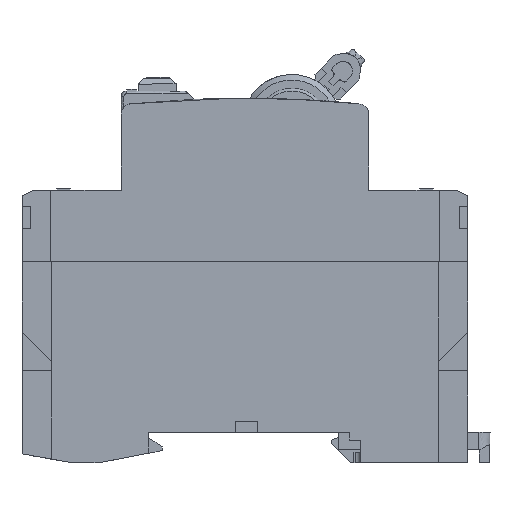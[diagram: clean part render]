
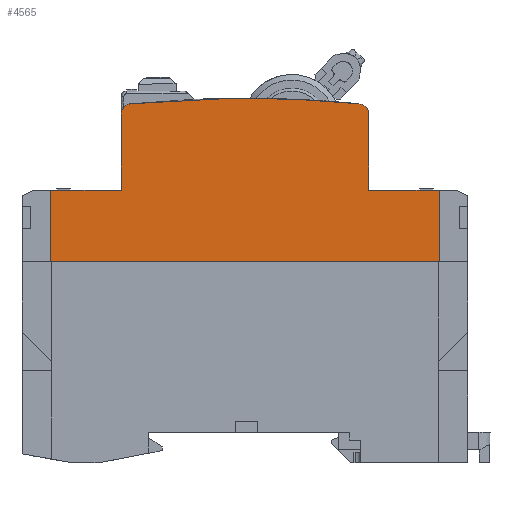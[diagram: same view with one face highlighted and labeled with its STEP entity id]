
A CAD part, left-side view. The second image highlights one B-rep face of the part: STEP entity #4565.
In plain terms, the highlighted free-form (B-spline) face has degree [1, 1] with [2, 2] control points.
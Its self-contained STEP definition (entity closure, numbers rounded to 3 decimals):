
#67 = CARTESIAN_POINT ( 'NONE',  ( -11.53, 42.525, 56.868 ) ) ;
#797 = CARTESIAN_POINT ( 'NONE',  ( -11.527, 85.529, 57.879 ) ) ;
#1681 = CARTESIAN_POINT ( 'NONE',  ( -11.526, 100.086, 42.177 ) ) ;
#1785 = B_SPLINE_CURVE_WITH_KNOTS ( 'NONE', 3,
 ( #12709, #34204, #8433, #47698 ),
 .UNSPECIFIED., .F., .F.,
 ( 4, 4 ),
 ( 0., 0.193 ),
 .UNSPECIFIED. ) ;
#2252 = CARTESIAN_POINT ( 'NONE',  ( -11.527, 87.336, 42.177 ) ) ;
#2475 = CARTESIAN_POINT ( 'NONE',  ( -11.527, 85.529, 57.879 ) ) ;
#3395 = CARTESIAN_POINT ( 'NONE',  ( -11.526, 100.086, 29.177 ) ) ;
#3568 = B_SPLINE_CURVE_WITH_KNOTS ( 'NONE', 1,
 ( #11500, #55661 ),
 .UNSPECIFIED., .F., .F.,
 ( 2, 2 ),
 ( 0., 1. ),
 .UNSPECIFIED. ) ;
#3938 = CARTESIAN_POINT ( 'NONE',  ( -11.527, 86.018, 57.833 ) ) ;
#4181 = EDGE_CURVE ( 'NONE', #15440, #35582, #11133, .T. ) ;
#4459 = CARTESIAN_POINT ( 'NONE',  ( -11.531, 29.586, 29.177 ) ) ;
#4512 = CARTESIAN_POINT ( 'NONE',  ( -11.527, 87.147, 56.868 ) ) ;
#4565 = ADVANCED_FACE ( 'NONE', ( #54073 ), #38328, .T. ) ;
#5661 = B_SPLINE_CURVE_WITH_KNOTS ( 'NONE', 1,
 ( #50920, #2252 ),
 .UNSPECIFIED., .F., .F.,
 ( 2, 2 ),
 ( 0., 1. ),
 .UNSPECIFIED. ) ;
#5706 = EDGE_LOOP ( 'NONE', ( #35953, #16796, #29234, #32489, #25440, #54578, #41244, #45018, #52544, #28174, #28682, #33987 ) ) ;
#5944 = B_SPLINE_CURVE_WITH_KNOTS ( 'NONE', 1,
 ( #17677, #31416 ),
 .UNSPECIFIED., .F., .F.,
 ( 2, 2 ),
 ( 0., 1. ),
 .UNSPECIFIED. ) ;
#5980 = CARTESIAN_POINT ( 'NONE',  ( -11.531, 29.586, 29.177 ) ) ;
#8433 = CARTESIAN_POINT ( 'NONE',  ( -11.529, 57.896, 59.209 ) ) ;
#8522 = VERTEX_POINT ( 'NONE', #1681 ) ;
#9518 = CARTESIAN_POINT ( 'NONE',  ( -11.53, 42.336, 42.177 ) ) ;
#10078 = EDGE_CURVE ( 'NONE', #35940, #21722, #54293, .T. ) ;
#11133 = B_SPLINE_CURVE_WITH_KNOTS ( 'NONE', 1,
 ( #54981, #50961 ),
 .UNSPECIFIED., .F., .F.,
 ( 2, 2 ),
 ( 0.001, 0.999 ),
 .UNSPECIFIED. ) ;
#11258 = EDGE_CURVE ( 'NONE', #21722, #31605, #56212, .T. ) ;
#11500 = CARTESIAN_POINT ( 'NONE',  ( -11.531, 29.586, 42.177 ) ) ;
#11602 = B_SPLINE_CURVE_WITH_KNOTS ( 'NONE', 1,
 ( #12515, #3395 ),
 .UNSPECIFIED., .F., .F.,
 ( 2, 2 ),
 ( 0.999, 1. ),
 .UNSPECIFIED. ) ;
#12006 = B_SPLINE_CURVE_WITH_KNOTS ( 'NONE', 1,
 ( #15739, #41568 ),
 .UNSPECIFIED., .F., .F.,
 ( 2, 2 ),
 ( 0., 1. ),
 .UNSPECIFIED. ) ;
#12504 = CARTESIAN_POINT ( 'NONE',  ( -11.527, 87.338, 56.38 ) ) ;
#12515 = CARTESIAN_POINT ( 'NONE',  ( -11.526, 100.036, 29.177 ) ) ;
#12709 = CARTESIAN_POINT ( 'NONE',  ( -11.527, 85.529, 57.879 ) ) ;
#12878 = CARTESIAN_POINT ( 'NONE',  ( -11.53, 42.335, 56.38 ) ) ;
#12964 = B_SPLINE_CURVE_WITH_KNOTS ( 'NONE', 1,
 ( #4459, #17016 ),
 .UNSPECIFIED., .F., .F.,
 ( 2, 2 ),
 ( 0., 0.001 ),
 .UNSPECIFIED. ) ;
#14377 = CARTESIAN_POINT ( 'NONE',  ( -11.531, 29.586, 42.177 ) ) ;
#15440 = VERTEX_POINT ( 'NONE', #19714 ) ;
#15739 = CARTESIAN_POINT ( 'NONE',  ( -11.527, 87.336, 42.177 ) ) ;
#16422 = EDGE_CURVE ( 'NONE', #55009, #32339, #3568, .T. ) ;
#16796 = ORIENTED_EDGE ( 'NONE', *, *, #30437, .T. ) ;
#17016 = CARTESIAN_POINT ( 'NONE',  ( -11.531, 29.636, 29.177 ) ) ;
#17677 = CARTESIAN_POINT ( 'NONE',  ( -11.526, 100.086, 29.177 ) ) ;
#17691 = VERTEX_POINT ( 'NONE', #30385 ) ;
#18187 = CARTESIAN_POINT ( 'NONE',  ( -11.531, 29.586, 42.177 ) ) ;
#18846 = EDGE_CURVE ( 'NONE', #50127, #35263, #12006, .T. ) ;
#19349 = CARTESIAN_POINT ( 'NONE',  ( -11.526, 101.496, 28.583 ) ) ;
#19714 = CARTESIAN_POINT ( 'NONE',  ( -11.531, 29.636, 29.177 ) ) ;
#20119 = CARTESIAN_POINT ( 'NONE',  ( -11.527, 87.336, 42.177 ) ) ;
#21722 = VERTEX_POINT ( 'NONE', #55568 ) ;
#22216 = CARTESIAN_POINT ( 'NONE',  ( -11.53, 42.336, 42.177 ) ) ;
#23365 = CARTESIAN_POINT ( 'NONE',  ( -11.526, 100.036, 29.177 ) ) ;
#24525 = EDGE_CURVE ( 'NONE', #32847, #35940, #1785, .T. ) ;
#25440 = ORIENTED_EDGE ( 'NONE', *, *, #4181, .T. ) ;
#25491 = CARTESIAN_POINT ( 'NONE',  ( -11.53, 42.336, 55.888 ) ) ;
#26664 = CARTESIAN_POINT ( 'NONE',  ( -11.527, 87.336, 55.888 ) ) ;
#28174 = ORIENTED_EDGE ( 'NONE', *, *, #56086, .T. ) ;
#28682 = ORIENTED_EDGE ( 'NONE', *, *, #24525, .T. ) ;
#29234 = ORIENTED_EDGE ( 'NONE', *, *, #16422, .T. ) ;
#30173 = EDGE_CURVE ( 'NONE', #17691, #8522, #5944, .T. ) ;
#30385 = CARTESIAN_POINT ( 'NONE',  ( -11.526, 100.086, 29.177 ) ) ;
#30437 = EDGE_CURVE ( 'NONE', #31605, #55009, #38700, .T. ) ;
#31416 = CARTESIAN_POINT ( 'NONE',  ( -11.526, 100.086, 42.177 ) ) ;
#31540 = CARTESIAN_POINT ( 'NONE',  ( -11.53, 42.336, 42.177 ) ) ;
#31605 = VERTEX_POINT ( 'NONE', #22216 ) ;
#32339 = VERTEX_POINT ( 'NONE', #5980 ) ;
#32489 = ORIENTED_EDGE ( 'NONE', *, *, #35845, .T. ) ;
#32847 = VERTEX_POINT ( 'NONE', #2475 ) ;
#33987 = ORIENTED_EDGE ( 'NONE', *, *, #10078, .T. ) ;
#34204 = CARTESIAN_POINT ( 'NONE',  ( -11.528, 71.776, 59.209 ) ) ;
#34657 = CARTESIAN_POINT ( 'NONE',  ( -11.53, 43.186, 57.596 ) ) ;
#35263 = VERTEX_POINT ( 'NONE', #26664 ) ;
#35582 = VERTEX_POINT ( 'NONE', #23365 ) ;
#35845 = EDGE_CURVE ( 'NONE', #32339, #15440, #12964, .T. ) ;
#35940 = VERTEX_POINT ( 'NONE', #56604 ) ;
#35953 = ORIENTED_EDGE ( 'NONE', *, *, #11258, .T. ) ;
#37115 = CARTESIAN_POINT ( 'NONE',  ( -11.531, 28.176, 28.583 ) ) ;
#38328 = B_SPLINE_SURFACE_WITH_KNOTS ( 'NONE', 1, 1, ( 
 ( #49180, #45462 ),
 ( #37115, #19349 ) ),
 .UNSPECIFIED., .F., .F., .F.,
 ( 2, 2 ),
 ( 2, 2 ),
 ( -17.294, 13.594 ),
 ( -36.66, 36.66 ),
 .UNSPECIFIED. ) ;
#38700 = B_SPLINE_CURVE_WITH_KNOTS ( 'NONE', 1,
 ( #9518, #14377 ),
 .UNSPECIFIED., .F., .F.,
 ( 2, 2 ),
 ( 0., 1. ),
 .UNSPECIFIED. ) ;
#41244 = ORIENTED_EDGE ( 'NONE', *, *, #30173, .T. ) ;
#41568 = CARTESIAN_POINT ( 'NONE',  ( -11.527, 87.336, 55.888 ) ) ;
#41843 = B_SPLINE_CURVE_WITH_KNOTS ( 'NONE', 3,
 ( #52354, #12504, #4512, #47481, #3938, #797 ),
 .UNSPECIFIED., .F., .F.,
 ( 4, 2, 4 ),
 ( 0., 0.737, 1.474 ),
 .UNSPECIFIED. ) ;
#45018 = ORIENTED_EDGE ( 'NONE', *, *, #48100, .T. ) ;
#45462 = CARTESIAN_POINT ( 'NONE',  ( -11.526, 101.496, 59.471 ) ) ;
#47481 = CARTESIAN_POINT ( 'NONE',  ( -11.527, 86.487, 57.596 ) ) ;
#47698 = CARTESIAN_POINT ( 'NONE',  ( -11.53, 44.144, 57.879 ) ) ;
#47862 = CARTESIAN_POINT ( 'NONE',  ( -11.53, 44.144, 57.879 ) ) ;
#48100 = EDGE_CURVE ( 'NONE', #8522, #50127, #5661, .T. ) ;
#49180 = CARTESIAN_POINT ( 'NONE',  ( -11.531, 28.176, 59.471 ) ) ;
#50127 = VERTEX_POINT ( 'NONE', #20119 ) ;
#50920 = CARTESIAN_POINT ( 'NONE',  ( -11.526, 100.086, 42.177 ) ) ;
#50961 = CARTESIAN_POINT ( 'NONE',  ( -11.526, 100.036, 29.177 ) ) ;
#51031 = CARTESIAN_POINT ( 'NONE',  ( -11.53, 43.654, 57.833 ) ) ;
#52354 = CARTESIAN_POINT ( 'NONE',  ( -11.527, 87.336, 55.888 ) ) ;
#52544 = ORIENTED_EDGE ( 'NONE', *, *, #18846, .T. ) ;
#52676 = EDGE_CURVE ( 'NONE', #35582, #17691, #11602, .T. ) ;
#53378 = CARTESIAN_POINT ( 'NONE',  ( -11.53, 42.336, 55.888 ) ) ;
#54073 = FACE_OUTER_BOUND ( 'NONE', #5706, .T. ) ;
#54293 = B_SPLINE_CURVE_WITH_KNOTS ( 'NONE', 3,
 ( #47862, #51031, #34657, #67, #12878, #25491 ),
 .UNSPECIFIED., .F., .F.,
 ( 4, 2, 4 ),
 ( 0., 0.737, 1.474 ),
 .UNSPECIFIED. ) ;
#54578 = ORIENTED_EDGE ( 'NONE', *, *, #52676, .T. ) ;
#54981 = CARTESIAN_POINT ( 'NONE',  ( -11.531, 29.636, 29.177 ) ) ;
#55009 = VERTEX_POINT ( 'NONE', #18187 ) ;
#55568 = CARTESIAN_POINT ( 'NONE',  ( -11.53, 42.336, 55.888 ) ) ;
#55661 = CARTESIAN_POINT ( 'NONE',  ( -11.531, 29.586, 29.177 ) ) ;
#56086 = EDGE_CURVE ( 'NONE', #35263, #32847, #41843, .T. ) ;
#56212 = B_SPLINE_CURVE_WITH_KNOTS ( 'NONE', 1,
 ( #53378, #31540 ),
 .UNSPECIFIED., .F., .F.,
 ( 2, 2 ),
 ( 0., 1. ),
 .UNSPECIFIED. ) ;
#56604 = CARTESIAN_POINT ( 'NONE',  ( -11.53, 44.144, 57.879 ) ) ;
